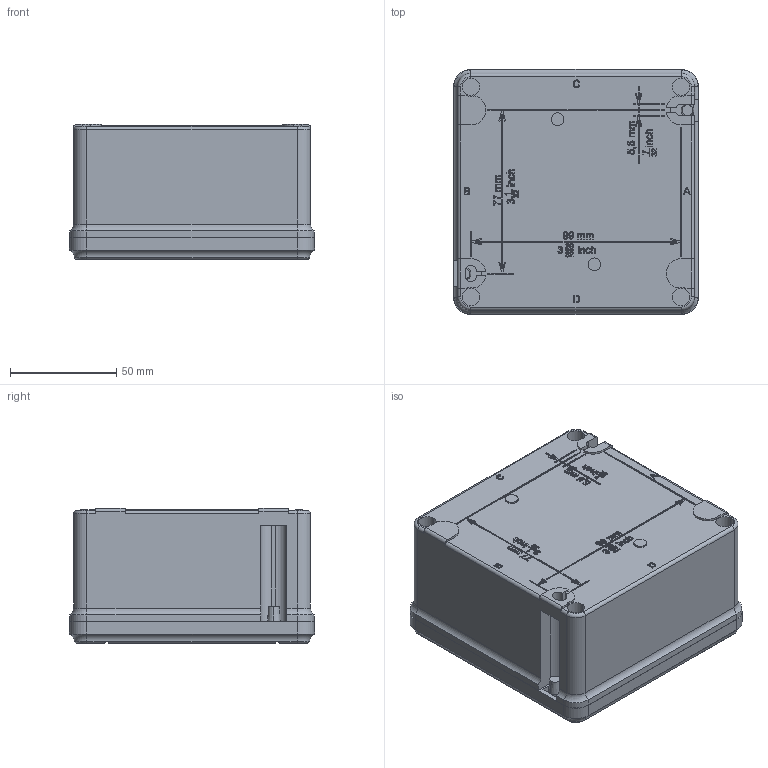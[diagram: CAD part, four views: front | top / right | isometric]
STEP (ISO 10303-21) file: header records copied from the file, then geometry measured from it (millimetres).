
FILE_DESCRIPTION (( 'STEP AP203' ), '1' );
FILE_NAME ('8118-_2_.STEP', '2014-09-17T09:25:14', ( '' ), ( '' ), 'SwSTEP 2.0', 'SolidWorks 2014', '' );
FILE_SCHEMA (( 'CONFIG_CONTROL_DESIGN' ));
Products named in the file (4): 81_189_62_04_0; 81_189_02_05_0; 509_626_0; 8118-_2_
Assembly tree (6 placements, depth 2):
  8118-_2_
    81_189_62_04_0
    81_189_02_05_0
    509_626_0  x4
Bounding box: 115.4 x 115.4 x 63.7 mm (x, y, z)
Volume: 211183.7 mm3; surface area: 122575.8 mm2
Topology: 6 solids, 6 shells, 2437 faces, 6447 edges, 4205 vertices
Faces by surface type: plane 1226, bspline 561, cylinder 447, cone 128, torus 67, sphere 8
Entity records: 104066 total; most frequent: CARTESIAN_POINT 50656, ORIENTED_EDGE 12390, DIRECTION 8601, EDGE_CURVE 6195, VERTEX_POINT 4049, VECTOR 3699, LINE 3699, EDGE_LOOP 2522
